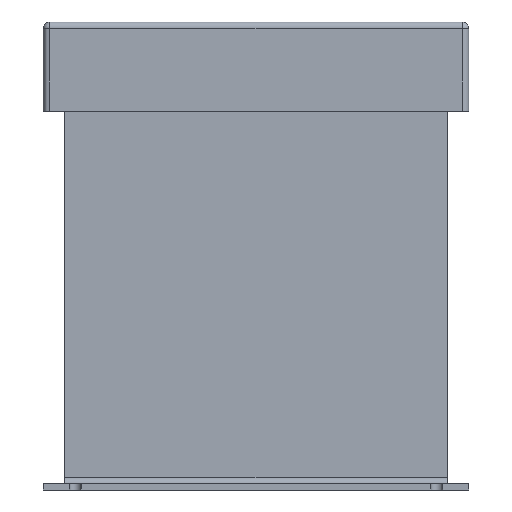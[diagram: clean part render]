
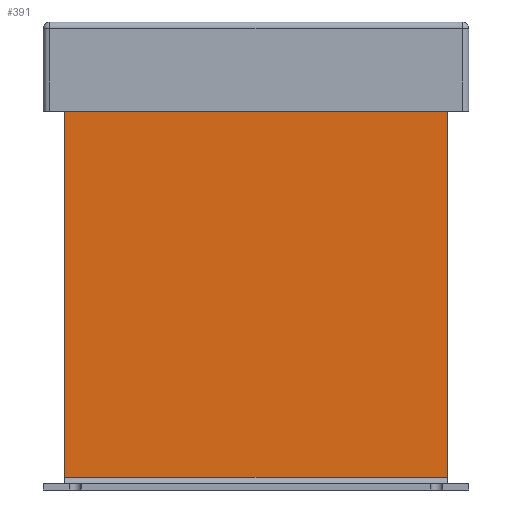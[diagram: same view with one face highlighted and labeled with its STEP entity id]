
A CAD part, left-side view. The second image highlights one B-rep face of the part: STEP entity #391.
In plain terms, the highlighted planar face has unit normal (-1, 0, 0).
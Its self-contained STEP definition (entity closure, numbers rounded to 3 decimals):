
#391=ADVANCED_FACE('',(#1942),#1944,.T.);
#1942=FACE_BOUND('',#1943,.T.);
#1943=EDGE_LOOP('',(#3152,#3153,#3154,#3155));
#1944=PLANE('',#1945);
#1945=AXIS2_PLACEMENT_3D('',#1946,#1947,#1948);
#1946=CARTESIAN_POINT('',(16.,0.,0.));
#1947=DIRECTION('',(-1.,0.,0.));
#1948=DIRECTION('',(0.,0.,-1.));
#3152=ORIENTED_EDGE('',*,*,#4013,.T.);
#3153=ORIENTED_EDGE('',*,*,#4014,.T.);
#3154=ORIENTED_EDGE('',*,*,#3973,.T.);
#3155=ORIENTED_EDGE('',*,*,#4015,.T.);
#3973=EDGE_CURVE('',#4476,#4477,#4478,.T.);
#4013=EDGE_CURVE('',#4537,#4538,#4539,.T.);
#4014=EDGE_CURVE('',#4538,#4476,#4540,.T.);
#4015=EDGE_CURVE('',#4477,#4537,#4541,.T.);
#4476=VERTEX_POINT('',#5479);
#4477=VERTEX_POINT('',#5480);
#4478=LINE('',#5481,#5482);
#4537=VERTEX_POINT('',#5670);
#4538=VERTEX_POINT('',#5671);
#4539=LINE('',#5672,#5673);
#4540=LINE('',#5675,#5676);
#4541=LINE('',#5678,#5679);
#5479=CARTESIAN_POINT('',(16.,10.,178.));
#5480=CARTESIAN_POINT('',(16.,190.,178.));
#5481=CARTESIAN_POINT('',(16.,10.,178.));
#5482=VECTOR('',#5483,1.);
#5483=DIRECTION('',(0.,1.,0.));
#5670=CARTESIAN_POINT('',(16.,190.,6.));
#5671=CARTESIAN_POINT('',(16.,10.,6.));
#5672=CARTESIAN_POINT('',(16.,190.,6.));
#5673=VECTOR('',#5674,1.);
#5674=DIRECTION('',(0.,-1.,0.));
#5675=CARTESIAN_POINT('',(16.,10.,6.));
#5676=VECTOR('',#5677,1.);
#5677=DIRECTION('',(0.,0.,1.));
#5678=CARTESIAN_POINT('',(16.,190.,178.));
#5679=VECTOR('',#5680,1.);
#5680=DIRECTION('',(0.,0.,-1.));
